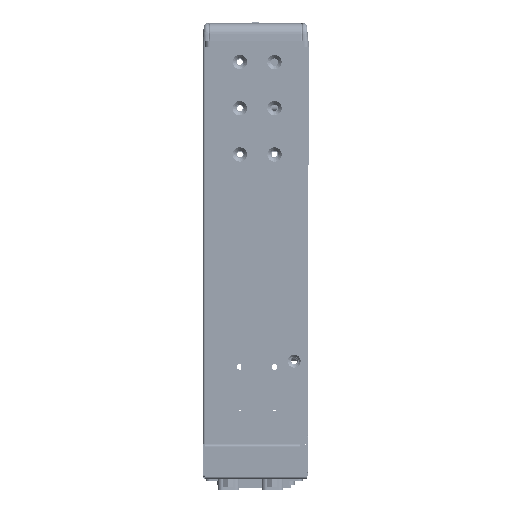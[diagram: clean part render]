
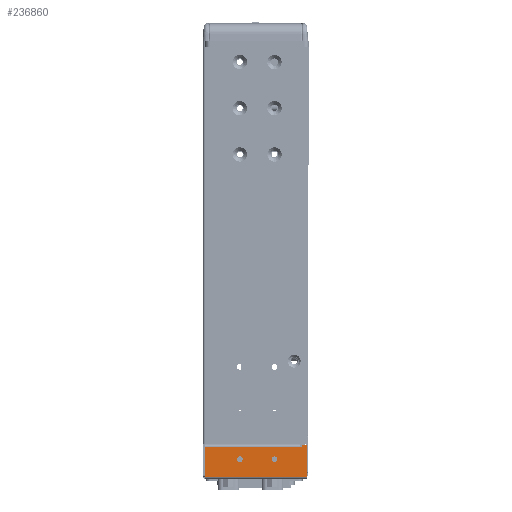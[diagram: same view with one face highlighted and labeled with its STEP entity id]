
A CAD part, left-side view. The second image highlights one B-rep face of the part: STEP entity #236860.
In plain terms, the highlighted planar face has unit normal (-1, 0, 0).
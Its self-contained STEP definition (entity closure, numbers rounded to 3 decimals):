
#229572=DIRECTION('',(0.,0.,1.));
#229573=VECTOR('',#229572,13.);
#229574=CARTESIAN_POINT('',(-220.,36.,-186.879));
#229575=LINE('',#229574,#229573);
#229713=DIRECTION('',(0.,1.,0.));
#229714=VECTOR('',#229713,44.);
#229715=CARTESIAN_POINT('',(-220.,-8.,-186.879));
#229716=LINE('',#229715,#229714);
#229721=DIRECTION('',(0.,1.,0.));
#229722=VECTOR('',#229721,1.);
#229723=CARTESIAN_POINT('',(-220.,-6.,-173.879));
#229724=LINE('',#229723,#229722);
#229725=DIRECTION('',(0.,0.,-1.));
#229726=VECTOR('',#229725,0.8);
#229727=CARTESIAN_POINT('',(-220.,-6.,-173.079));
#229728=LINE('',#229727,#229726);
#229729=DIRECTION('',(0.,1.,0.));
#229730=VECTOR('',#229729,2.);
#229731=CARTESIAN_POINT('',(-220.,-8.,-173.079));
#229732=LINE('',#229731,#229730);
#229733=DIRECTION('',(0.,0.,1.));
#229734=VECTOR('',#229733,13.8);
#229735=CARTESIAN_POINT('',(-220.,-8.,-186.879));
#229736=LINE('',#229735,#229734);
#229737=CARTESIAN_POINT('',(-220.,6.,-179.379));
#229738=DIRECTION('',(1.,0.,0.));
#229739=DIRECTION('',(0.,0.,-1.));
#229740=AXIS2_PLACEMENT_3D('',#229737,#229738,#229739);
#229742=CARTESIAN_POINT('',(-220.,6.,-179.379));
#229743=DIRECTION('',(1.,0.,0.));
#229744=DIRECTION('',(0.,0.,1.));
#229745=AXIS2_PLACEMENT_3D('',#229742,#229743,#229744);
#229747=CARTESIAN_POINT('',(-220.,21.,-179.379));
#229748=DIRECTION('',(1.,0.,0.));
#229749=DIRECTION('',(0.,0.,-1.));
#229750=AXIS2_PLACEMENT_3D('',#229747,#229748,#229749);
#229752=CARTESIAN_POINT('',(-220.,21.,-179.379));
#229753=DIRECTION('',(1.,0.,0.));
#229754=DIRECTION('',(0.,0.,1.));
#229755=AXIS2_PLACEMENT_3D('',#229752,#229753,#229754);
#229761=DIRECTION('',(0.,-1.,0.));
#229762=VECTOR('',#229761,41.);
#229763=CARTESIAN_POINT('',(-220.,36.,-173.879));
#229764=LINE('',#229763,#229762);
#231145=CARTESIAN_POINT('',(-220.,-8.,-186.879));
#231146=VERTEX_POINT('',#231145);
#231161=CARTESIAN_POINT('',(-220.,36.,-186.879));
#231162=VERTEX_POINT('',#231161);
#231163=CARTESIAN_POINT('',(-220.,36.,-173.879));
#231164=VERTEX_POINT('',#231163);
#231165=CARTESIAN_POINT('',(-220.,-8.,-173.079));
#231166=VERTEX_POINT('',#231165);
#231205=CARTESIAN_POINT('',(-220.,-5.,-173.879));
#231206=VERTEX_POINT('',#231205);
#231207=CARTESIAN_POINT('',(-220.,-6.,-173.079));
#231208=VERTEX_POINT('',#231207);
#231253=CARTESIAN_POINT('',(-220.,-6.,-173.879));
#231254=VERTEX_POINT('',#231253);
#231257=CARTESIAN_POINT('',(-220.,6.,-178.129));
#231258=VERTEX_POINT('',#231257);
#231259=CARTESIAN_POINT('',(-220.,6.,-180.629));
#231260=VERTEX_POINT('',#231259);
#231317=CARTESIAN_POINT('',(-220.,21.,-178.129));
#231318=VERTEX_POINT('',#231317);
#231319=CARTESIAN_POINT('',(-220.,21.,-180.629));
#231320=VERTEX_POINT('',#231319);
#236833=CARTESIAN_POINT('',(-220.,-8.,-187.879));
#236834=DIRECTION('',(-1.,0.,0.));
#236835=DIRECTION('',(0.,-1.,0.));
#236836=AXIS2_PLACEMENT_3D('',#236833,#236834,#236835);
#236837=PLANE('',#236836);
#236839=ORIENTED_EDGE('',*,*,#236838,.T.);
#236840=ORIENTED_EDGE('',*,*,#236734,.F.);
#236841=ORIENTED_EDGE('',*,*,#236749,.F.);
#236842=ORIENTED_EDGE('',*,*,#236764,.F.);
#236843=ORIENTED_EDGE('',*,*,#236779,.F.);
#236844=ORIENTED_EDGE('',*,*,#236819,.T.);
#236845=ORIENTED_EDGE('',*,*,#236540,.T.);
#236846=EDGE_LOOP('',(#236839,#236840,#236841,#236842,#236843,#236844,#236845));
#236847=FACE_OUTER_BOUND('',#236846,.F.);
#236849=ORIENTED_EDGE('',*,*,#236848,.F.);
#236851=ORIENTED_EDGE('',*,*,#236850,.F.);
#236852=EDGE_LOOP('',(#236849,#236851));
#236853=FACE_BOUND('',#236852,.F.);
#236855=ORIENTED_EDGE('',*,*,#236854,.F.);
#236857=ORIENTED_EDGE('',*,*,#236856,.F.);
#236858=EDGE_LOOP('',(#236855,#236857));
#236859=FACE_BOUND('',#236858,.F.);
#229741=CIRCLE('',#229740,1.25);
#229746=CIRCLE('',#229745,1.25);
#229751=CIRCLE('',#229750,1.25);
#229756=CIRCLE('',#229755,1.25);
#236540=EDGE_CURVE('',#231162,#231164,#229575,.T.);
#236734=EDGE_CURVE('',#231254,#231206,#229724,.T.);
#236749=EDGE_CURVE('',#231208,#231254,#229728,.T.);
#236764=EDGE_CURVE('',#231166,#231208,#229732,.T.);
#236779=EDGE_CURVE('',#231146,#231166,#229736,.T.);
#236819=EDGE_CURVE('',#231146,#231162,#229716,.T.);
#236838=EDGE_CURVE('',#231164,#231206,#229764,.T.);
#236848=EDGE_CURVE('',#231260,#231258,#229741,.T.);
#236850=EDGE_CURVE('',#231258,#231260,#229746,.T.);
#236854=EDGE_CURVE('',#231320,#231318,#229751,.T.);
#236856=EDGE_CURVE('',#231318,#231320,#229756,.T.);
#236860=ADVANCED_FACE('',(#236847,#236853,#236859),#236837,.T.);
